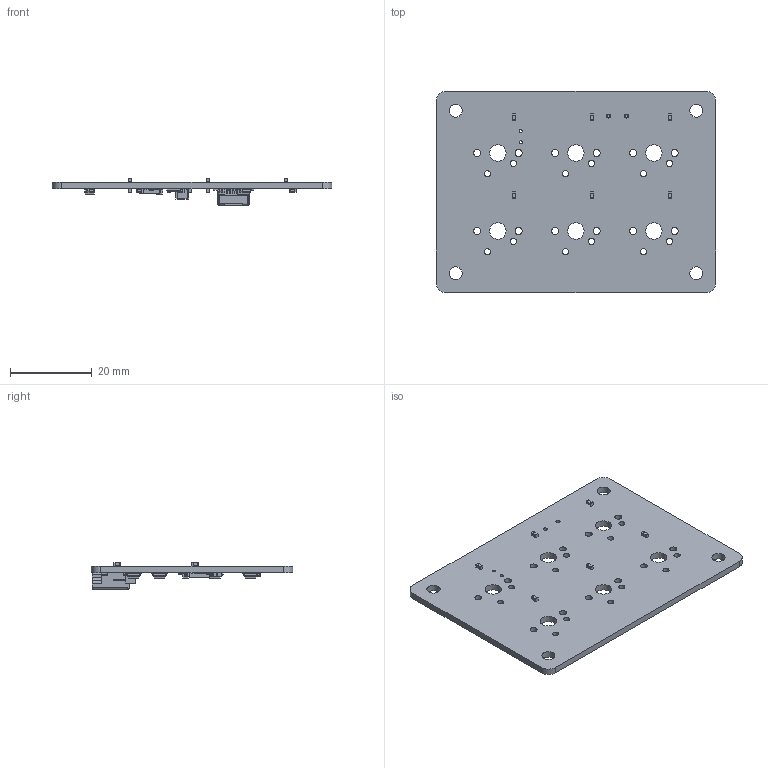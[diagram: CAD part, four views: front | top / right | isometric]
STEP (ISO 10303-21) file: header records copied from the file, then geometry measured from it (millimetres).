
FILE_DESCRIPTION(('KiCad electronic assembly'),'2;1');
FILE_NAME('macro-kb.step','2019-05-28T13:41:13',('An Author'),( 'A Company'),'Open CASCADE STEP processor 6.9', 'KiCad to STEP converter','Unknown');
FILE_SCHEMA(('AUTOMOTIVE_DESIGN { 1 0 10303 214 1 1 1 1 }'));
Length unit declared in the file: millimetre
Products named in the file (18): Open CASCADE STEP translator 6.9 1; C_0603_1608Metric; SOLID; C_0402_1005Metric; D_SOD-123; R_0603_1608Metric; QFN-32-1EP_5x5mm_P0.5mm_EP3.1x3.1mm; USB_Mini-B_Lumberg_2486_01_Horizontal; Crystal_SMD_3225-4Pin_3.2x2.5mm; C_1210_3225Metric; COMPOUND
Assembly tree (39 placements, depth 3):
  Open CASCADE STEP translator 6.9 1
    C_0603_1608Metric  x14
      SOLID
    C_0402_1005Metric  x2
      SOLID
    D_SOD-123  x6
      SOLID
    R_0603_1608Metric  x4
      SOLID
    QFN-32-1EP_5x5mm_P0.5mm_EP3.1x3.1mm
      SOLID
    USB_Mini-B_Lumberg_2486_01_Horizontal
      SOLID
    Crystal_SMD_3225-4Pin_3.2x2.5mm
      SOLID
    C_1210_3225Metric
      SOLID
    COMPOUND
Bounding box: 68.26 x 49.21 x 6.5 mm (x, y, z)
Volume: 5368 mm3; surface area: 8150.3 mm2
Topology: 31 solids, 31 shells, 1736 faces, 4673 edges, 3021 vertices
Faces by surface type: plane 1075, cylinder 503, bspline 156, torus 2
Full cylindrical faces by diameter (mm): 0.4 x1, 0.75 x2, 0.8 x2, 1 x2, 1.5 x12, 1.7 x12, 3.2 x4, 4 x6
Entity records: 73675 total; most frequent: CARTESIAN_POINT 13452, DIRECTION 10108, LINE 6847, VECTOR 6847, ORIENTED_EDGE 5362, PCURVE 5362, DEFINITIONAL_REPRESENTATION 5362, EDGE_CURVE 2681
